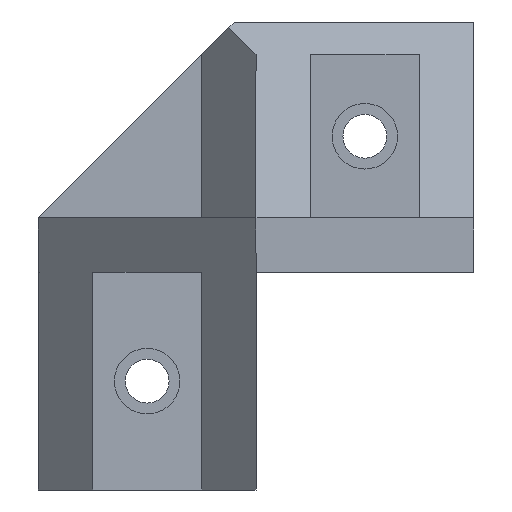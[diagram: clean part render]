
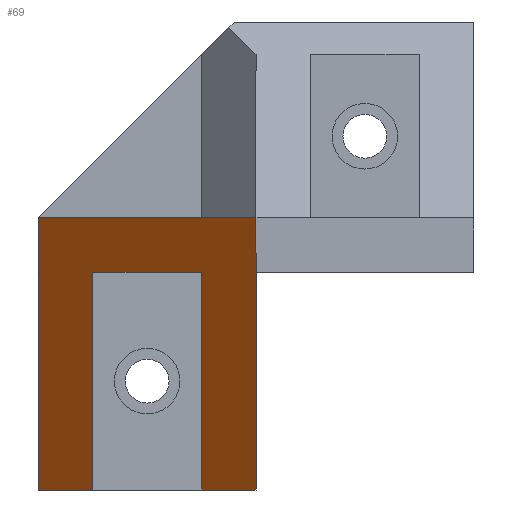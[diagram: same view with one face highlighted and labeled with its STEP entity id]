
A CAD part, front view. The second image highlights one B-rep face of the part: STEP entity #69.
In plain terms, the highlighted planar face has unit normal (-0.707, -0.707, 0).
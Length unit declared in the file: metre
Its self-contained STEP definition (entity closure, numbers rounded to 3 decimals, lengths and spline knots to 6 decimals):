
#69 = ADVANCED_FACE( '', ( #161 ), #162, .F. );
#161 = FACE_OUTER_BOUND( '', #287, .T. );
#162 = PLANE( '', #288 );
#287 = EDGE_LOOP( '', ( #491, #492, #493, #494, #495, #496, #497, #498, #499, #500 ) );
#288 = AXIS2_PLACEMENT_3D( '', #501, #502, #503 );
#491 = ORIENTED_EDGE( '', *, *, #733, .T. );
#492 = ORIENTED_EDGE( '', *, *, #737, .F. );
#493 = ORIENTED_EDGE( '', *, *, #715, .T. );
#494 = ORIENTED_EDGE( '', *, *, #738, .T. );
#495 = ORIENTED_EDGE( '', *, *, #739, .T. );
#496 = ORIENTED_EDGE( '', *, *, #722, .F. );
#497 = ORIENTED_EDGE( '', *, *, #712, .T. );
#498 = ORIENTED_EDGE( '', *, *, #740, .T. );
#499 = ORIENTED_EDGE( '', *, *, #741, .F. );
#500 = ORIENTED_EDGE( '', *, *, #742, .F. );
#501 = CARTESIAN_POINT( '', ( -0.009589, -0.010411, 0.005 ) );
#502 = DIRECTION( '', ( 0.707, 0.707, 0. ) );
#503 = DIRECTION( '', ( -0.707, 0.707, 0. ) );
#712 = EDGE_CURVE( '', #837, #834, #838, .T. );
#715 = EDGE_CURVE( '', #843, #841, #844, .T. );
#722 = EDGE_CURVE( '', #837, #853, #856, .T. );
#733 = EDGE_CURVE( '', #876, #877, #878, .T. );
#737 = EDGE_CURVE( '', #843, #877, #882, .T. );
#738 = EDGE_CURVE( '', #841, #883, #884, .T. );
#739 = EDGE_CURVE( '', #883, #853, #885, .T. );
#740 = EDGE_CURVE( '', #834, #886, #887, .T. );
#741 = EDGE_CURVE( '', #888, #886, #889, .T. );
#742 = EDGE_CURVE( '', #876, #888, #890, .T. );
#834 = VERTEX_POINT( '', #1010 );
#837 = VERTEX_POINT( '', #1014 );
#838 = LINE( '', #1015, #1016 );
#841 = VERTEX_POINT( '', #1020 );
#843 = VERTEX_POINT( '', #1023 );
#844 = LINE( '', #1024, #1025 );
#853 = VERTEX_POINT( '', #1035 );
#856 = LINE( '', #1040, #1041 );
#876 = VERTEX_POINT( '', #1069 );
#877 = VERTEX_POINT( '', #1070 );
#878 = LINE( '', #1071, #1072 );
#882 = LINE( '', #1079, #1080 );
#883 = VERTEX_POINT( '', #1081 );
#884 = LINE( '', #1082, #1083 );
#885 = LINE( '', #1084, #1085 );
#886 = VERTEX_POINT( '', #1086 );
#887 = LINE( '', #1087, #1088 );
#888 = VERTEX_POINT( '', #1089 );
#889 = LINE( '', #1090, #1091 );
#890 = LINE( '', #1092, #1093 );
#1010 = CARTESIAN_POINT( '', ( 0., -0.02, -0.02 ) );
#1014 = CARTESIAN_POINT( '', ( -0.005, -0.015, -0.02 ) );
#1015 = CARTESIAN_POINT( '', ( -0.0025, -0.0175, -0.02 ) );
#1016 = VECTOR( '', #1234, 1. );
#1020 = CARTESIAN_POINT( '', ( -0.015, -0.005, -0.02 ) );
#1023 = CARTESIAN_POINT( '', ( -0.02, 0., -0.02 ) );
#1024 = CARTESIAN_POINT( '', ( -0.009988, -0.010012, -0.02 ) );
#1025 = VECTOR( '', #1237, 1. );
#1035 = CARTESIAN_POINT( '', ( -0.005, -0.015, 0. ) );
#1040 = CARTESIAN_POINT( '', ( -0.005, -0.015, -0.02 ) );
#1041 = VECTOR( '', #1250, 1. );
#1069 = CARTESIAN_POINT( '', ( -0.02, 0., 0.005 ) );
#1070 = CARTESIAN_POINT( '', ( -0.02, 0., 0. ) );
#1071 = CARTESIAN_POINT( '', ( -0.02, 0., 0.005 ) );
#1072 = VECTOR( '', #1265, 1. );
#1079 = CARTESIAN_POINT( '', ( -0.02, 0., -0.02 ) );
#1080 = VECTOR( '', #1269, 1. );
#1081 = CARTESIAN_POINT( '', ( -0.015, -0.005, 0. ) );
#1082 = CARTESIAN_POINT( '', ( -0.015, -0.005, -0.02 ) );
#1083 = VECTOR( '', #1270, 1. );
#1084 = CARTESIAN_POINT( '', ( -0.009589, -0.010411, 0. ) );
#1085 = VECTOR( '', #1271, 1. );
#1086 = CARTESIAN_POINT( '', ( 0., -0.02, 0. ) );
#1087 = CARTESIAN_POINT( '', ( 0., -0.02, -0.02 ) );
#1088 = VECTOR( '', #1272, 1. );
#1089 = CARTESIAN_POINT( '', ( 0., -0.02, 0.005 ) );
#1090 = CARTESIAN_POINT( '', ( 0., -0.02, 0.005 ) );
#1091 = VECTOR( '', #1273, 1. );
#1092 = CARTESIAN_POINT( '', ( -0.009589, -0.010411, 0.005 ) );
#1093 = VECTOR( '', #1274, 1. );
#1234 = DIRECTION( '', ( 0.707, -0.707, 0. ) );
#1237 = DIRECTION( '', ( 0.707, -0.707, 0. ) );
#1250 = DIRECTION( '', ( 0., 0., 1. ) );
#1265 = DIRECTION( '', ( 0., 0., -1. ) );
#1269 = DIRECTION( '', ( 0., 0., 1. ) );
#1270 = DIRECTION( '', ( 0., 0., 1. ) );
#1271 = DIRECTION( '', ( 0.707, -0.707, 0. ) );
#1272 = DIRECTION( '', ( 0., 0., 1. ) );
#1273 = DIRECTION( '', ( 0., 0., -1. ) );
#1274 = DIRECTION( '', ( 0.707, -0.707, 0. ) );
